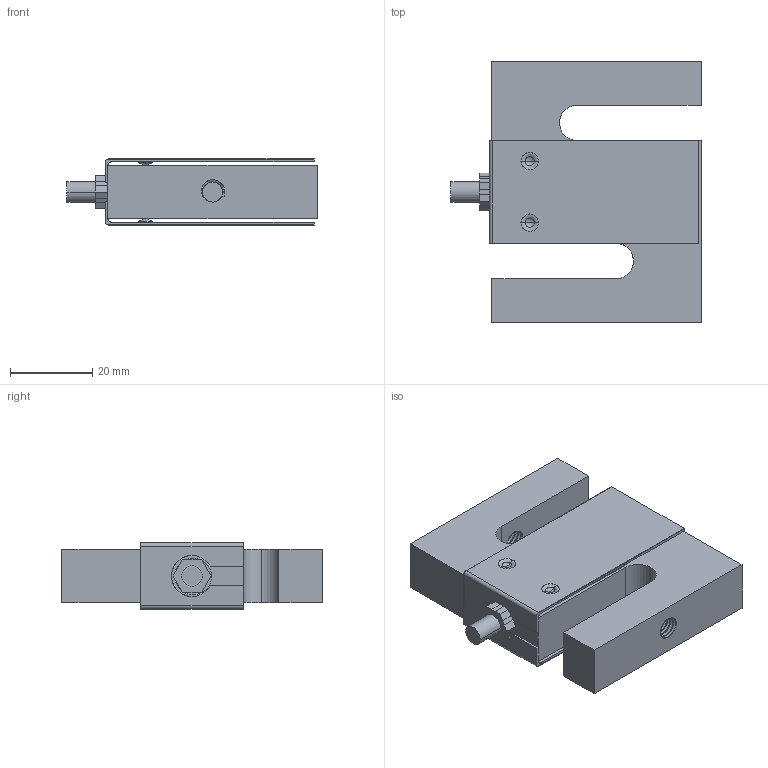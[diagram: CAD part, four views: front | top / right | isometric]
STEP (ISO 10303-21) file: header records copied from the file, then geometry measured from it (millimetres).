
FILE_DESCRIPTION(/* description */ ('VariCAD 2015-2.03 AP-203'),/* implementation_level */ '2;1');
FILE_NAME(/* name */ '40M0050T000XXX.stp',/* time_stamp */ '2015-06-10T09:04:08+12:00',/* author */ (''),/* organization */ (''),/* preprocessor_version */ 'ST-DEVELOPER v14',/* originating_system */ 'VariCAD 2015-2.03; kernel version (20130303)',/* authorisation */ '');
FILE_SCHEMA (('CONFIG_CONTROL_DESIGN'));
Length unit declared in the file: millimetre
Products named in the file (2): X
Assembly tree (1 placements, depth 2):
  X
    (unnamed)
Bounding box: 61 x 63.5 x 16.21 mm (x, y, z)
Volume: 36215.2 mm3; surface area: 16074.4 mm2
Topology: 1 solids, 1 shells, 197 faces, 537 edges, 343 vertices
Faces by surface type: cylinder 79, plane 72, sphere 16, torus 16, cone 8, bspline 6
Entity records: 32046 total; most frequent: CARTESIAN_POINT 27152, ORIENTED_EDGE 1042, DIRECTION 938, EDGE_CURVE 521, VERTEX_POINT 343, AXIS2_PLACEMENT_3D 331, LINE 276, VECTOR 276
